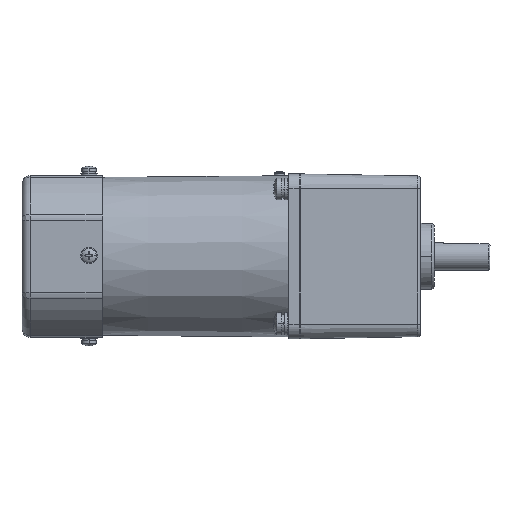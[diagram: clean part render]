
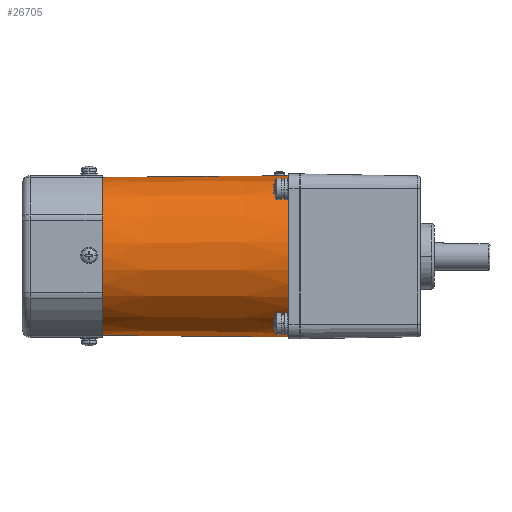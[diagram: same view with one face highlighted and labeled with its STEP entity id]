
A CAD part, front view. The second image highlights one B-rep face of the part: STEP entity #26705.
In plain terms, the highlighted conical face has half-angle 0.503 degrees and reference radius 43.236 mm.
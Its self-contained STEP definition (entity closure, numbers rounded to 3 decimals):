
#873 = AXIS2_PLACEMENT_3D ( 'NONE', #26596, #3518, #13786 ) ;
#2675 = EDGE_CURVE ( 'NONE', #8632, #11826, #15976, .T. ) ;
#3138 = VERTEX_POINT ( 'NONE', #6900 ) ;
#3191 = DIRECTION ( 'NONE',  ( -1., 0., -0.009 ) ) ;
#3471 = EDGE_LOOP ( 'NONE', ( #10787, #22890, #32666, #13194, #6158 ) ) ;
#3518 = DIRECTION ( 'NONE',  ( 1., 0., 0. ) ) ;
#5158 = CARTESIAN_POINT ( 'NONE',  ( 2637.292, -775.157, 43.912 ) ) ;
#6158 = ORIENTED_EDGE ( 'NONE', *, *, #2675, .T. ) ;
#6396 = CARTESIAN_POINT ( 'NONE',  ( 2647.292, -775.157, 0. ) ) ;
#6505 = CARTESIAN_POINT ( 'NONE',  ( 2560.293, -775.157, 43.236 ) ) ;
#6511 = CIRCLE ( 'NONE', #25325, 43.105 ) ;
#6611 = CIRCLE ( 'NONE', #25435, 44. ) ;
#6900 = CARTESIAN_POINT ( 'NONE',  ( 2545.293, -775.157, -43.105 ) ) ;
#7737 = LINE ( 'NONE', #18006, #31547 ) ;
#8632 = VERTEX_POINT ( 'NONE', #16236 ) ;
#8773 = EDGE_CURVE ( 'NONE', #3138, #21918, #6511, .T. ) ;
#9499 = DIRECTION ( 'NONE',  ( -1., 0., 0. ) ) ;
#10787 = ORIENTED_EDGE ( 'NONE', *, *, #23454, .F. ) ;
#11826 = VERTEX_POINT ( 'NONE', #5158 ) ;
#13194 = ORIENTED_EDGE ( 'NONE', *, *, #23963, .T. ) ;
#13315 = VECTOR ( 'NONE', #3191, 1000. ) ;
#13786 = DIRECTION ( 'NONE',  ( 0., 0., -1. ) ) ;
#15275 = CARTESIAN_POINT ( 'NONE',  ( 2545.293, -775.157, 43.105 ) ) ;
#15426 = CONICAL_SURFACE ( 'NONE', #873, 43.236, 0.009 ) ;
#15976 = LINE ( 'NONE', #26273, #13315 ) ;
#16236 = CARTESIAN_POINT ( 'NONE',  ( 2647.292, -775.157, 44. ) ) ;
#16309 = FACE_OUTER_BOUND ( 'NONE', #3471, .T. ) ;
#16640 = DIRECTION ( 'NONE',  ( -1., 0., 0. ) ) ;
#16762 = DIRECTION ( 'NONE',  ( 1., 0., 0.009 ) ) ;
#17806 = EDGE_CURVE ( 'NONE', #3138, #32815, #7737, .T. ) ;
#18006 = CARTESIAN_POINT ( 'NONE',  ( 2560.293, -775.157, -43.236 ) ) ;
#18913 = VECTOR ( 'NONE', #16762, 1000. ) ;
#19745 = DIRECTION ( 'NONE',  ( 0., 0., 1. ) ) ;
#21918 = VERTEX_POINT ( 'NONE', #15275 ) ;
#22890 = ORIENTED_EDGE ( 'NONE', *, *, #8773, .F. ) ;
#23454 = EDGE_CURVE ( 'NONE', #21918, #11826, #29594, .T. ) ;
#23963 = EDGE_CURVE ( 'NONE', #32815, #8632, #6611, .T. ) ;
#25325 = AXIS2_PLACEMENT_3D ( 'NONE', #32599, #9499, #19745 ) ;
#25435 = AXIS2_PLACEMENT_3D ( 'NONE', #6396, #16640, #26943 ) ;
#26015 = CARTESIAN_POINT ( 'NONE',  ( 2647.292, -775.157, -44. ) ) ;
#26273 = CARTESIAN_POINT ( 'NONE',  ( -2365.797, -775.157, 0. ) ) ;
#26596 = CARTESIAN_POINT ( 'NONE',  ( 2560.293, -775.157, 0. ) ) ;
#26705 = ADVANCED_FACE ( 'NONE', ( #16309 ), #15426, .T. ) ;
#26943 = DIRECTION ( 'NONE',  ( 0., 0., -1. ) ) ;
#28316 = DIRECTION ( 'NONE',  ( 1., 0., -0.009 ) ) ;
#29594 = LINE ( 'NONE', #6505, #18913 ) ;
#31547 = VECTOR ( 'NONE', #28316, 1000. ) ;
#32599 = CARTESIAN_POINT ( 'NONE',  ( 2545.293, -775.157, 0. ) ) ;
#32666 = ORIENTED_EDGE ( 'NONE', *, *, #17806, .T. ) ;
#32815 = VERTEX_POINT ( 'NONE', #26015 ) ;
